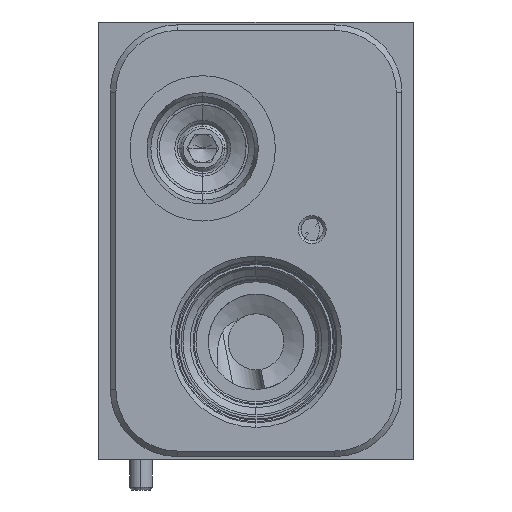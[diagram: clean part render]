
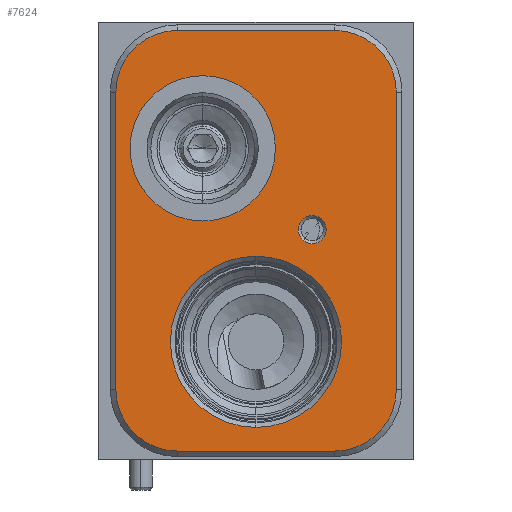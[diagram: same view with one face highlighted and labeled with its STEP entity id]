
A CAD part, left-side view. The second image highlights one B-rep face of the part: STEP entity #7624.
In plain terms, the highlighted planar face has unit normal (-1, 0, 0).
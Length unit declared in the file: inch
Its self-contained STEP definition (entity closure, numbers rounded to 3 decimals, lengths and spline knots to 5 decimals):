
#3998=CARTESIAN_POINT('',(0.,-0.875,0.656));
#3999=DIRECTION('',(1.,0.,0.));
#4000=DIRECTION('',(0.,0.,-1.));
#4001=AXIS2_PLACEMENT_3D('',#3998,#3999,#4000);
#4003=CARTESIAN_POINT('',(0.,-0.875,0.656));
#4004=DIRECTION('',(1.,0.,0.));
#4005=DIRECTION('',(0.,0.,1.));
#4006=AXIS2_PLACEMENT_3D('',#4003,#4004,#4005);
#4008=CARTESIAN_POINT('',(0.,-0.578,1.734));
#4009=DIRECTION('',(1.,0.,0.));
#4010=DIRECTION('',(0.,0.,-1.));
#4011=AXIS2_PLACEMENT_3D('',#4008,#4009,#4010);
#4013=CARTESIAN_POINT('',(0.,-0.578,1.734));
#4014=DIRECTION('',(1.,0.,0.));
#4015=DIRECTION('',(0.,0.,1.));
#4016=AXIS2_PLACEMENT_3D('',#4013,#4014,#4015);
#4018=CARTESIAN_POINT('',(0.,-1.188,1.281));
#4019=DIRECTION('',(1.,0.,0.));
#4020=DIRECTION('',(0.,0.643,-0.766));
#4021=AXIS2_PLACEMENT_3D('',#4018,#4019,#4020);
#4023=CARTESIAN_POINT('',(0.,-1.188,1.281));
#4024=DIRECTION('',(1.,0.,0.));
#4025=DIRECTION('',(0.,-0.643,0.766));
#4026=AXIS2_PLACEMENT_3D('',#4023,#4024,#4025);
#4062=CARTESIAN_POINT('',(0.,-1.313,2.047));
#4063=DIRECTION('',(1.,0.,0.));
#4064=DIRECTION('',(0.,0.,1.));
#4065=AXIS2_PLACEMENT_3D('',#4062,#4063,#4064);
#4076=DIRECTION('',(0.,-1.,0.));
#4077=VECTOR('',#4076,0.875);
#4078=CARTESIAN_POINT('',(0.,-0.438,2.391));
#4079=LINE('',#4078,#4077);
#4088=CARTESIAN_POINT('',(0.,-0.438,2.047));
#4089=DIRECTION('',(1.,0.,0.));
#4090=DIRECTION('',(0.,1.,0.));
#4091=AXIS2_PLACEMENT_3D('',#4088,#4089,#4090);
#4102=DIRECTION('',(0.,0.,1.));
#4103=VECTOR('',#4102,1.656);
#4104=CARTESIAN_POINT('',(0.,-0.094,0.391));
#4105=LINE('',#4104,#4103);
#4114=CARTESIAN_POINT('',(0.,-0.438,0.391));
#4115=DIRECTION('',(1.,0.,0.));
#4116=DIRECTION('',(0.,0.,-1.));
#4117=AXIS2_PLACEMENT_3D('',#4114,#4115,#4116);
#4128=DIRECTION('',(0.,1.,0.));
#4129=VECTOR('',#4128,0.875);
#4130=CARTESIAN_POINT('',(0.,-1.313,0.047));
#4131=LINE('',#4130,#4129);
#4136=CARTESIAN_POINT('',(0.,-1.313,0.391));
#4137=DIRECTION('',(1.,0.,0.));
#4138=DIRECTION('',(0.,-1.,0.));
#4139=AXIS2_PLACEMENT_3D('',#4136,#4137,#4138);
#4154=DIRECTION('',(0.,0.,-1.));
#4155=VECTOR('',#4154,1.656);
#4156=CARTESIAN_POINT('',(0.,-1.657,2.047));
#4157=LINE('',#4156,#4155);
#4635=CARTESIAN_POINT('',(0.,-0.875,0.179));
#4636=CARTESIAN_POINT('',(0.,-0.875,1.133));
#4637=VERTEX_POINT('',#4635);
#4638=VERTEX_POINT('',#4636);
#4699=CARTESIAN_POINT('',(0.,-0.578,1.329));
#4700=CARTESIAN_POINT('',(0.,-0.578,2.139));
#4701=VERTEX_POINT('',#4699);
#4702=VERTEX_POINT('',#4700);
#4749=CARTESIAN_POINT('',(0.,-1.13786,1.22125));
#4750=CARTESIAN_POINT('',(0.,-1.23814,1.34075));
#4751=VERTEX_POINT('',#4749);
#4752=VERTEX_POINT('',#4750);
#4791=CARTESIAN_POINT('',(0.,-1.313,0.047));
#4792=CARTESIAN_POINT('',(0.,-0.438,0.047));
#4793=VERTEX_POINT('',#4791);
#4794=VERTEX_POINT('',#4792);
#4799=CARTESIAN_POINT('',(0.,-0.094,0.391));
#4800=VERTEX_POINT('',#4799);
#4803=CARTESIAN_POINT('',(0.,-0.094,2.047));
#4804=VERTEX_POINT('',#4803);
#4807=CARTESIAN_POINT('',(0.,-0.438,2.391));
#4808=VERTEX_POINT('',#4807);
#4811=CARTESIAN_POINT('',(0.,-1.313,2.391));
#4812=VERTEX_POINT('',#4811);
#4815=CARTESIAN_POINT('',(0.,-1.657,2.047));
#4816=VERTEX_POINT('',#4815);
#4819=CARTESIAN_POINT('',(0.,-1.657,0.391));
#4820=VERTEX_POINT('',#4819);
#7584=CARTESIAN_POINT('',(0.,0.,0.));
#7585=DIRECTION('',(-1.,0.,0.));
#7586=DIRECTION('',(0.,-1.,0.));
#7587=AXIS2_PLACEMENT_3D('',#7584,#7585,#7586);
#7588=PLANE('',#7587);
#7590=ORIENTED_EDGE('',*,*,#7589,.T.);
#7592=ORIENTED_EDGE('',*,*,#7591,.T.);
#7594=ORIENTED_EDGE('',*,*,#7593,.T.);
#7596=ORIENTED_EDGE('',*,*,#7595,.T.);
#7598=ORIENTED_EDGE('',*,*,#7597,.T.);
#7600=ORIENTED_EDGE('',*,*,#7599,.T.);
#7602=ORIENTED_EDGE('',*,*,#7601,.T.);
#7604=ORIENTED_EDGE('',*,*,#7603,.T.);
#7605=EDGE_LOOP('',(#7590,#7592,#7594,#7596,#7598,#7600,#7602,#7604));
#7606=FACE_OUTER_BOUND('',#7605,.F.);
#7608=ORIENTED_EDGE('',*,*,#7607,.F.);
#7609=ORIENTED_EDGE('',*,*,#7574,.F.);
#7610=EDGE_LOOP('',(#7608,#7609));
#7611=FACE_BOUND('',#7610,.F.);
#7613=ORIENTED_EDGE('',*,*,#7612,.F.);
#7615=ORIENTED_EDGE('',*,*,#7614,.F.);
#7616=EDGE_LOOP('',(#7613,#7615));
#7617=FACE_BOUND('',#7616,.F.);
#7619=ORIENTED_EDGE('',*,*,#7618,.F.);
#7621=ORIENTED_EDGE('',*,*,#7620,.F.);
#7622=EDGE_LOOP('',(#7619,#7621));
#7623=FACE_BOUND('',#7622,.F.);
#7624=ADVANCED_FACE('',(#7606,#7611,#7617,#7623),#7588,.T.);
#4002=CIRCLE('',#4001,0.477);
#4007=CIRCLE('',#4006,0.477);
#4012=CIRCLE('',#4011,0.405);
#4017=CIRCLE('',#4016,0.405);
#4022=CIRCLE('',#4021,0.078);
#4027=CIRCLE('',#4026,0.078);
#4066=CIRCLE('',#4065,0.344);
#4092=CIRCLE('',#4091,0.344);
#4118=CIRCLE('',#4117,0.344);
#4140=CIRCLE('',#4139,0.344);
#7574=EDGE_CURVE('',#4702,#4701,#4017,.T.);
#7589=EDGE_CURVE('',#4812,#4816,#4066,.T.);
#7591=EDGE_CURVE('',#4816,#4820,#4157,.T.);
#7593=EDGE_CURVE('',#4820,#4793,#4140,.T.);
#7595=EDGE_CURVE('',#4793,#4794,#4131,.T.);
#7597=EDGE_CURVE('',#4794,#4800,#4118,.T.);
#7599=EDGE_CURVE('',#4800,#4804,#4105,.T.);
#7601=EDGE_CURVE('',#4804,#4808,#4092,.T.);
#7603=EDGE_CURVE('',#4808,#4812,#4079,.T.);
#7607=EDGE_CURVE('',#4701,#4702,#4012,.T.);
#7612=EDGE_CURVE('',#4751,#4752,#4022,.T.);
#7614=EDGE_CURVE('',#4752,#4751,#4027,.T.);
#7618=EDGE_CURVE('',#4637,#4638,#4002,.T.);
#7620=EDGE_CURVE('',#4638,#4637,#4007,.T.);
